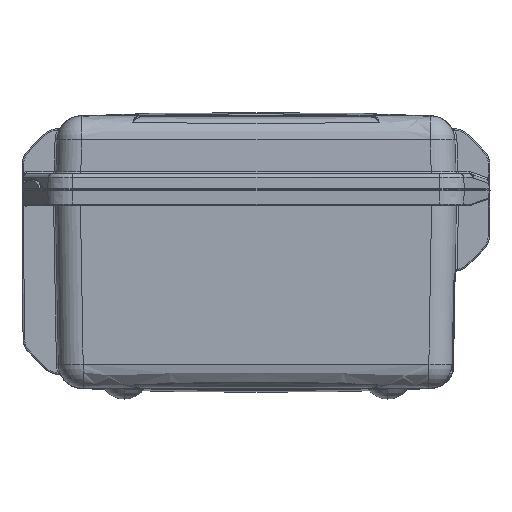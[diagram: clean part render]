
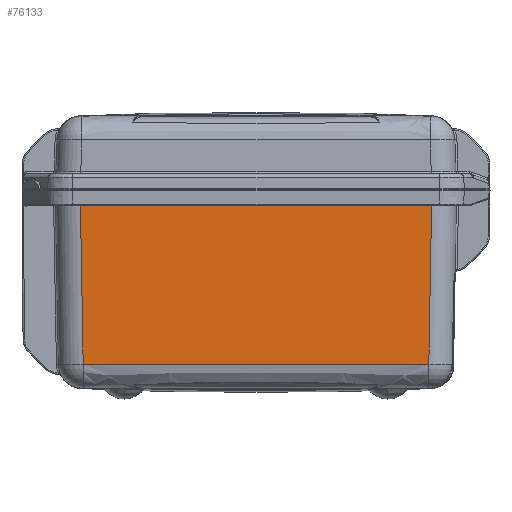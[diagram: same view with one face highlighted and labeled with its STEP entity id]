
A CAD part, left-side view. The second image highlights one B-rep face of the part: STEP entity #76133.
In plain terms, the highlighted planar face has unit normal (1, 0, 0.018).
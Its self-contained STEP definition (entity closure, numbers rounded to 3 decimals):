
#43787=DIRECTION('',(-0.017,-0.017,1.));
#43788=VECTOR('',#43787,125.337);
#43789=CARTESIAN_POINT('',(-211.907,-127.665,
-129.342));
#43790=LINE('',#43789,#43788);
#43791=DIRECTION('',(0.017,-0.017,-1.));
#43792=VECTOR('',#43791,125.337);
#43793=CARTESIAN_POINT('',(-214.094,129.852,
-4.043));
#43794=LINE('',#43793,#43792);
#43795=CARTESIAN_POINT('',(-211.907,127.665,
-129.342));
#43796=CARTESIAN_POINT('',(-211.905,106.388,
-129.462));
#43797=CARTESIAN_POINT('',(-211.901,63.833,
-129.678));
#43798=CARTESIAN_POINT('',(-211.899,0.,
-129.822));
#43799=CARTESIAN_POINT('',(-211.901,-63.833,
-129.678));
#43800=CARTESIAN_POINT('',(-211.905,-106.388,
-129.462));
#43801=CARTESIAN_POINT('',(-211.907,-127.665,
-129.342));
#58079=CARTESIAN_POINT('',(-211.907,-127.665,
-129.342));
#58297=DIRECTION('',(0.,1.,0.));
#58298=VECTOR('',#58297,259.704);
#58299=CARTESIAN_POINT('',(-214.094,-129.852,
-4.043));
#58300=LINE('',#58299,#58298);
#63890=CARTESIAN_POINT('',(-211.907,127.665,
-129.342));
#67109=VERTEX_POINT('',#58079);
#67191=VERTEX_POINT('',#63890);
#69070=CARTESIAN_POINT('',(-214.094,129.852,
-4.043));
#69071=VERTEX_POINT('',#69070);
#69079=CARTESIAN_POINT('',(-214.094,-129.852,
-4.043));
#69080=VERTEX_POINT('',#69079);
#76119=CARTESIAN_POINT('',(-212.997,0.,-66.908));
#76120=DIRECTION('',(1.,0.,0.017));
#76121=DIRECTION('',(-0.017,0.,1.));
#76122=AXIS2_PLACEMENT_3D('',#76119,#76120,#76121);
#76123=PLANE('',#76122);
#76125=ORIENTED_EDGE('',*,*,#76124,.T.);
#76127=ORIENTED_EDGE('',*,*,#76126,.T.);
#76128=ORIENTED_EDGE('',*,*,#76109,.T.);
#76130=ORIENTED_EDGE('',*,*,#76129,.T.);
#76131=EDGE_LOOP('',(#76125,#76127,#76128,#76130));
#76132=FACE_OUTER_BOUND('',#76131,.F.);
#43802=B_SPLINE_CURVE_WITH_KNOTS('',3,(#43795,#43796,#43797,#43798,#43799,
#43800,#43801),.UNSPECIFIED.,.F.,.F.,(4,1,1,1,4),(0.,0.25,
0.5,0.75,1.),.UNSPECIFIED.);
#76109=EDGE_CURVE('',#69071,#67191,#43794,.T.);
#76124=EDGE_CURVE('',#67109,#69080,#43790,.T.);
#76126=EDGE_CURVE('',#69080,#69071,#58300,.T.);
#76129=EDGE_CURVE('',#67191,#67109,#43802,.T.);
#76133=ADVANCED_FACE('',(#76132),#76123,.T.);
